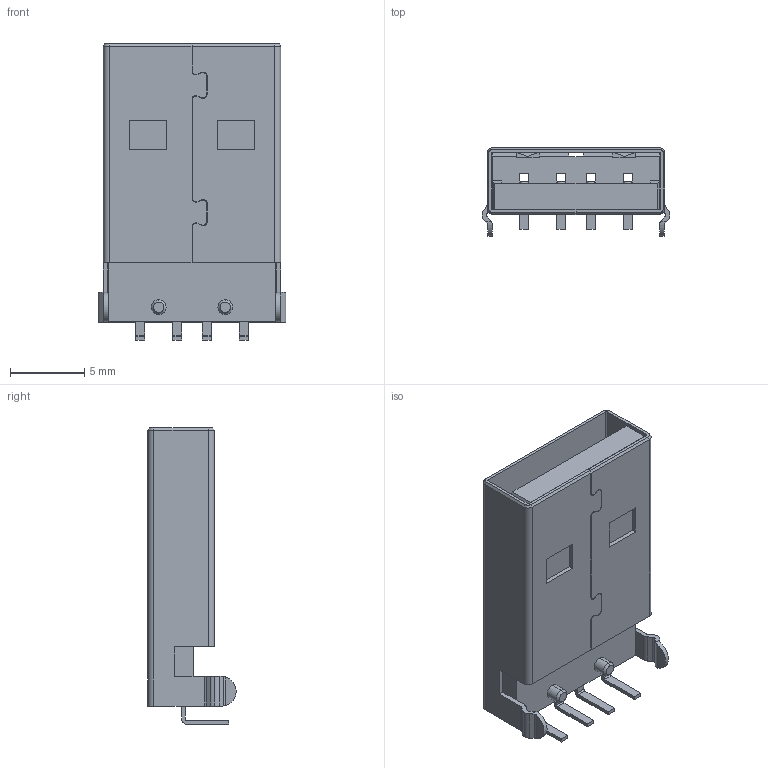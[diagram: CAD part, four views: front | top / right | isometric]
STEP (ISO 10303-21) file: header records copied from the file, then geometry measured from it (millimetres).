
FILE_DESCRIPTION(('STEP AP242'),'1');
FILE_NAME('48037-0001.stp','2021-02-18T05:22:39',('TraceParts'),('TraceParts S.A.'),'Spatial InterOp 3D',' ',' ');
FILE_SCHEMA(('AP242_MANAGED_MODEL_BASED_3D_ENGINEERING_MIM_LF {1 0 10303 442 1 1 4}'));
Length unit declared in the file: millimetre
Products named in the file (1): 48037-0001_1
Bounding box: 12.7 x 5.97 x 20.02 mm (x, y, z)
Volume: 700.4 mm3; surface area: 1872.7 mm2
Topology: 1 solids, 1 shells, 306 faces, 897 edges, 614 vertices
Faces by surface type: plane 220, cylinder 70, cone 8, bspline 8
Entity records: 10335 total; most frequent: CARTESIAN_POINT 2055, ORIENTED_EDGE 1750, DIRECTION 1653, EDGE_CURVE 875, LINE 709, VECTOR 709, VERTEX_POINT 570, AXIS2_PLACEMENT_3D 472
